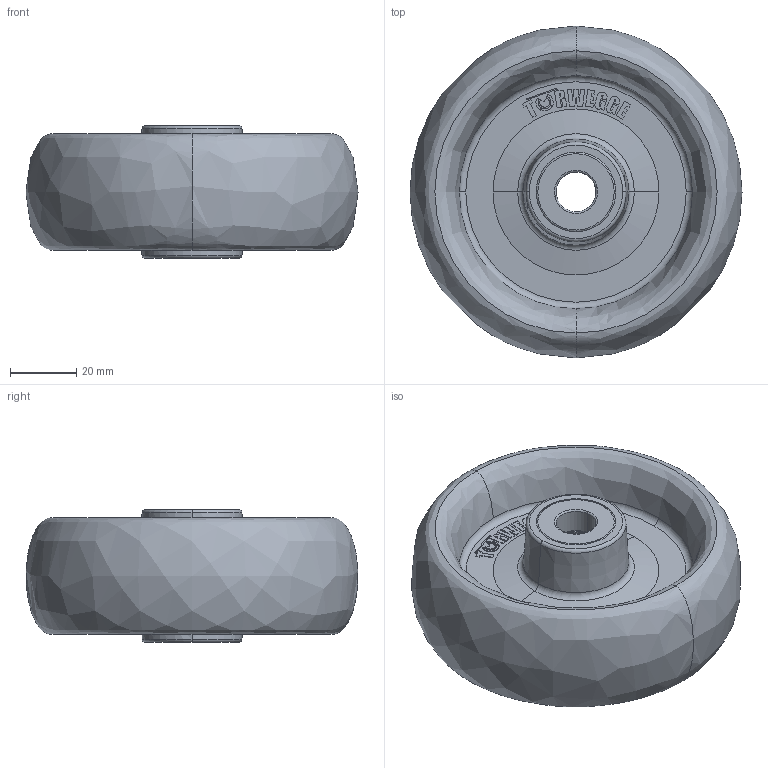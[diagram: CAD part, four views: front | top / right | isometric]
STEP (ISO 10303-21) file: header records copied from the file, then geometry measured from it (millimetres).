
FILE_DESCRIPTION (( 'STEP AP214' ), '1' );
FILE_NAME ('0033524_PALB-100-35-40-R12.STEP', '2017-06-08T12:37:55', ( '' ), ( '' ), 'SwSTEP 2.0', 'SolidWorks 2016', '' );
FILE_SCHEMA (( 'AUTOMOTIVE_DESIGN' ));
Length unit declared in the file: millimetre
Products named in the file (1): 0033524_PALB-100-35-40-R12
Bounding box: 100 x 99.93 x 40 mm (x, y, z)
Surface area: 33545 mm2 (no closed solid volume)
Topology: 0 solids, 3 shells, 117 faces, 443 edges, 312 vertices
Faces by surface type: plane 55, bspline 26, torus 20, cone 8, cylinder 8
Entity records: 7287 total; most frequent: CARTESIAN_POINT 2519, ORIENTED_EDGE 670, DIRECTION 633, EDGE_CURVE 443, VERTEX_POINT 312, VECTOR 277, LINE 277, AXIS2_PLACEMENT_3D 178
